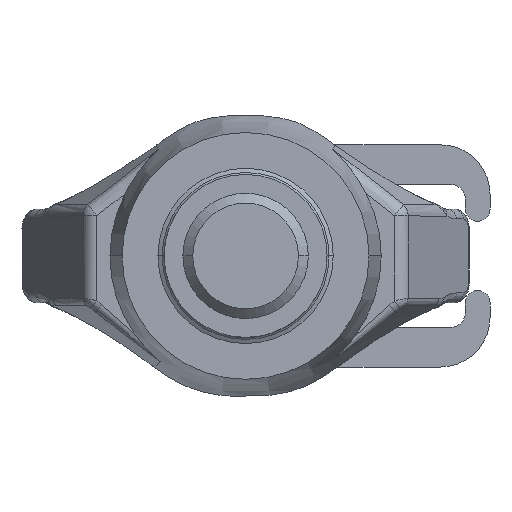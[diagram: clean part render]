
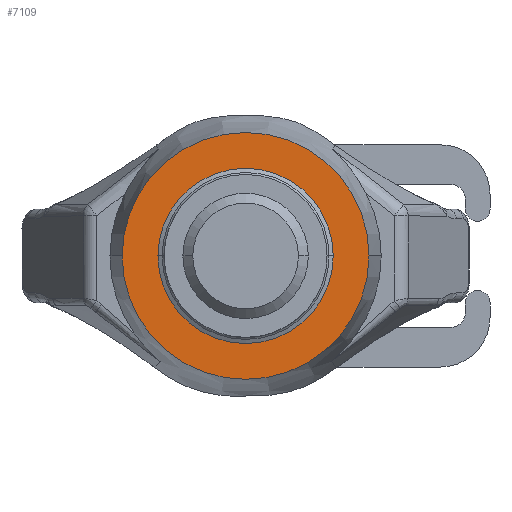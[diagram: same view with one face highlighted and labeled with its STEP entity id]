
A CAD part, front view. The second image highlights one B-rep face of the part: STEP entity #7109.
In plain terms, the highlighted planar face has unit normal (0, -1, 0).
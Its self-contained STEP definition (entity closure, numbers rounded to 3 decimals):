
#2=CARTESIAN_POINT('',(0.,-45.,0.));
#3=DIRECTION('',(0.,-1.,0.));
#4=DIRECTION('',(-1.,0.,0.));
#5=AXIS2_PLACEMENT_3D('',#2,#3,#4);
#7=CARTESIAN_POINT('',(0.,-45.,0.));
#8=DIRECTION('',(0.,-1.,0.));
#9=DIRECTION('',(1.,0.,0.));
#10=AXIS2_PLACEMENT_3D('',#7,#8,#9);
#63=CARTESIAN_POINT('',(0.,-45.,0.));
#64=DIRECTION('',(0.,-1.,0.));
#65=DIRECTION('',(1.,0.,0.));
#66=AXIS2_PLACEMENT_3D('',#63,#64,#65);
#233=CARTESIAN_POINT('',(0.,-45.,0.));
#234=DIRECTION('',(0.,1.,0.));
#235=DIRECTION('',(1.,0.,0.));
#236=AXIS2_PLACEMENT_3D('',#233,#234,#235);
#5717=CARTESIAN_POINT('',(25.,-45.,0.));
#5718=CARTESIAN_POINT('',(-25.,-45.,0.));
#5719=VERTEX_POINT('',#5717);
#5720=VERTEX_POINT('',#5718);
#5745=CARTESIAN_POINT('',(-17.75,-45.,0.));
#5746=CARTESIAN_POINT('',(17.75,-45.,0.));
#5747=VERTEX_POINT('',#5745);
#5748=VERTEX_POINT('',#5746);
#7092=CARTESIAN_POINT('',(0.,-45.,0.));
#7093=DIRECTION('',(0.,-1.,0.));
#7094=DIRECTION('',(-1.,0.,0.));
#7095=AXIS2_PLACEMENT_3D('',#7092,#7093,#7094);
#7096=PLANE('',#7095);
#7098=ORIENTED_EDGE('',*,*,#7097,.F.);
#7100=ORIENTED_EDGE('',*,*,#7099,.T.);
#7101=EDGE_LOOP('',(#7098,#7100));
#7102=FACE_OUTER_BOUND('',#7101,.F.);
#7104=ORIENTED_EDGE('',*,*,#7103,.T.);
#7106=ORIENTED_EDGE('',*,*,#7105,.T.);
#7107=EDGE_LOOP('',(#7104,#7106));
#7108=FACE_BOUND('',#7107,.F.);
#7109=ADVANCED_FACE('',(#7102,#7108),#7096,.T.);
#6=CIRCLE('',#5,17.75);
#11=CIRCLE('',#10,17.75);
#67=CIRCLE('',#66,25.);
#237=CIRCLE('',#236,25.);
#7097=EDGE_CURVE('',#5719,#5720,#67,.T.);
#7099=EDGE_CURVE('',#5719,#5720,#237,.T.);
#7103=EDGE_CURVE('',#5747,#5748,#6,.T.);
#7105=EDGE_CURVE('',#5748,#5747,#11,.T.);
